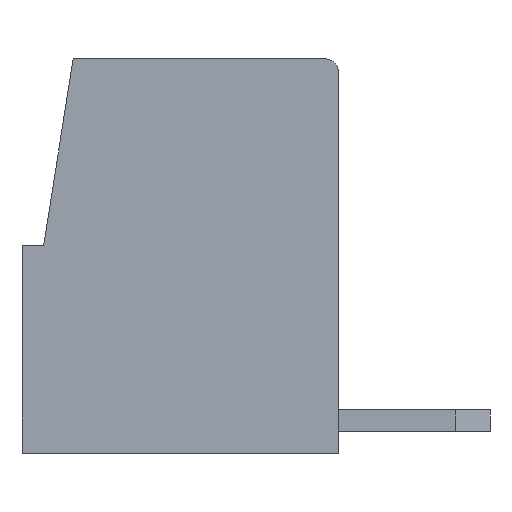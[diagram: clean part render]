
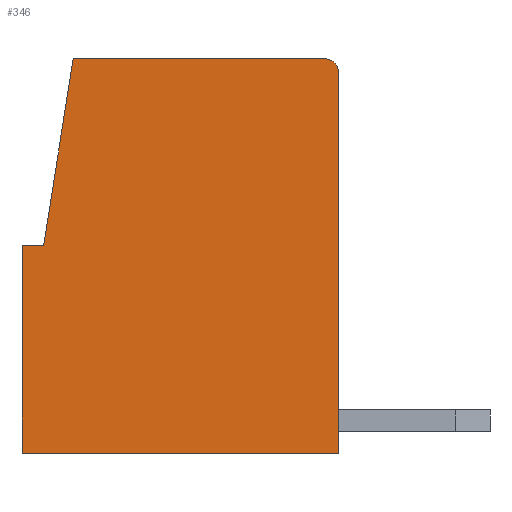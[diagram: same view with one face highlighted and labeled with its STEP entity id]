
A CAD part, left-side view. The second image highlights one B-rep face of the part: STEP entity #346.
In plain terms, the highlighted planar face has unit normal (-1, 0, 0).
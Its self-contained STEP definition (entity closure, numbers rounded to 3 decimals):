
#346 = ADVANCED_FACE( '', ( #842 ), #843, .T. );
#842 = FACE_OUTER_BOUND( '', #1515, .T. );
#843 = PLANE( '', #1516 );
#1515 = EDGE_LOOP( '', ( #2305, #2306, #2307, #2308, #2309, #2310, #2311 ) );
#1516 = AXIS2_PLACEMENT_3D( '', #2312, #2313, #2314 );
#2305 = ORIENTED_EDGE( '', *, *, #4241, .F. );
#2306 = ORIENTED_EDGE( '', *, *, #4242, .F. );
#2307 = ORIENTED_EDGE( '', *, *, #4243, .F. );
#2308 = ORIENTED_EDGE( '', *, *, #4244, .F. );
#2309 = ORIENTED_EDGE( '', *, *, #4144, .F. );
#2310 = ORIENTED_EDGE( '', *, *, #4245, .F. );
#2311 = ORIENTED_EDGE( '', *, *, #4246, .F. );
#2312 = CARTESIAN_POINT( '', ( -3.355, -9.024, 9.8 ) );
#2313 = DIRECTION( '', ( -1., 0., 0. ) );
#2314 = DIRECTION( '', ( 0., 0., 1. ) );
#4144 = EDGE_CURVE( '', #4956, #4952, #4958, .T. );
#4241 = EDGE_CURVE( '', #5128, #5129, #5130, .T. );
#4242 = EDGE_CURVE( '', #5131, #5128, #5132, .T. );
#4243 = EDGE_CURVE( '', #5133, #5131, #5134, .T. );
#4244 = EDGE_CURVE( '', #4952, #5133, #5135, .T. );
#4245 = EDGE_CURVE( '', #5136, #4956, #5137, .T. );
#4246 = EDGE_CURVE( '', #5129, #5136, #5138, .T. );
#4952 = VERTEX_POINT( '', #6141 );
#4956 = VERTEX_POINT( '', #6147 );
#4958 = LINE( '', #6150, #6151 );
#5128 = VERTEX_POINT( '', #6396 );
#5129 = VERTEX_POINT( '', #6397 );
#5130 = LINE( '', #6398, #6399 );
#5131 = VERTEX_POINT( '', #6400 );
#5132 = LINE( '', #6401, #6402 );
#5133 = VERTEX_POINT( '', #6403 );
#5134 = LINE( '', #6404, #6405 );
#5135 = LINE( '', #6406, #6407 );
#5136 = VERTEX_POINT( '', #6408 );
#5137 = LINE( '', #6409, #6410 );
#5138 = CIRCLE( '', #6411, 0.3 );
#6141 = CARTESIAN_POINT( '', ( -3.355, 2.966, 0. ) );
#6147 = CARTESIAN_POINT( '', ( -3.355, -4.334, 0. ) );
#6150 = CARTESIAN_POINT( '', ( -3.355, 0., 0. ) );
#6151 = VECTOR( '', #7797, 1000. );
#6396 = CARTESIAN_POINT( '', ( -3.355, 1.785, 9.1 ) );
#6397 = CARTESIAN_POINT( '', ( -3.355, -4.034, 9.1 ) );
#6398 = CARTESIAN_POINT( '', ( -3.355, 0., 9.1 ) );
#6399 = VECTOR( '', #7882, 1000. );
#6400 = CARTESIAN_POINT( '', ( -3.355, 2.466, 4.8 ) );
#6401 = CARTESIAN_POINT( '', ( -3.355, 3.226, 0. ) );
#6402 = VECTOR( '', #7883, 1000. );
#6403 = CARTESIAN_POINT( '', ( -3.355, 2.966, 4.8 ) );
#6404 = CARTESIAN_POINT( '', ( -3.355, 0., 4.8 ) );
#6405 = VECTOR( '', #7884, 1000. );
#6406 = CARTESIAN_POINT( '', ( -3.355, 2.966, 0. ) );
#6407 = VECTOR( '', #7885, 1000. );
#6408 = CARTESIAN_POINT( '', ( -3.355, -4.334, 8.8 ) );
#6409 = CARTESIAN_POINT( '', ( -3.355, -4.334, 0. ) );
#6410 = VECTOR( '', #7886, 1000. );
#6411 = AXIS2_PLACEMENT_3D( '', #7887, #7888, #7889 );
#7797 = DIRECTION( '', ( 0., 1., 0. ) );
#7882 = DIRECTION( '', ( 0., -1., 0. ) );
#7883 = DIRECTION( '', ( 0., -0.156, 0.988 ) );
#7884 = DIRECTION( '', ( 0., -1., 0. ) );
#7885 = DIRECTION( '', ( 0., 0., 1. ) );
#7886 = DIRECTION( '', ( 0., 0., -1. ) );
#7887 = CARTESIAN_POINT( '', ( -3.355, -4.034, 8.8 ) );
#7888 = DIRECTION( '', ( 1., 0., 0. ) );
#7889 = DIRECTION( '', ( 0., -1., 0. ) );
